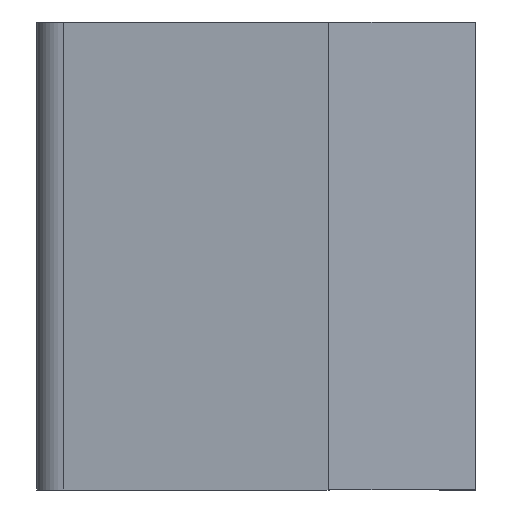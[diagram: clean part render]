
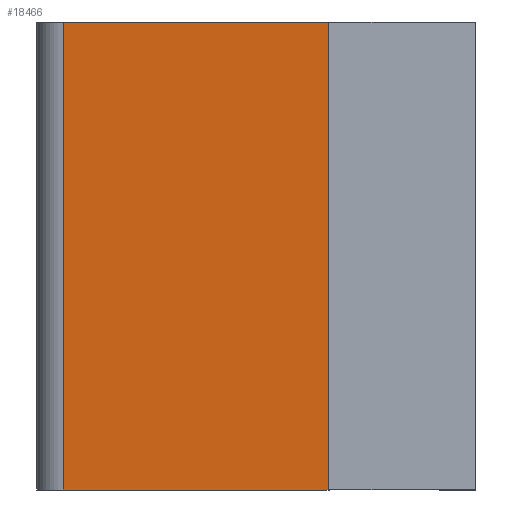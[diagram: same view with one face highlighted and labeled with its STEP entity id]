
A CAD part, left-side view. The second image highlights one B-rep face of the part: STEP entity #18466.
In plain terms, the highlighted planar face has unit normal (-0.995, 0.1, 0).
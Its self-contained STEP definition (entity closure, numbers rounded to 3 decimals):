
#72 = VECTOR ( 'NONE', #12680, 1000. ) ;
#223 = VECTOR ( 'NONE', #15678, 1000. ) ;
#232 = CARTESIAN_POINT ( 'NONE',  ( -0.6, 0.125, -0.4 ) ) ;
#459 = VERTEX_POINT ( 'NONE', #7876 ) ;
#585 = VERTEX_POINT ( 'NONE', #10607 ) ;
#648 = CARTESIAN_POINT ( 'NONE',  ( -0.555, 0.58, 0.4 ) ) ;
#953 = LINE ( 'NONE', #12623, #223 ) ;
#2085 = PLANE ( 'NONE',  #11078 ) ;
#2238 = ORIENTED_EDGE ( 'NONE', *, *, #15693, .F. ) ;
#2689 = VERTEX_POINT ( 'NONE', #15737 ) ;
#2723 = EDGE_CURVE ( 'NONE', #459, #585, #2725, .T. ) ;
#2725 = LINE ( 'NONE', #8568, #72 ) ;
#3437 = FACE_OUTER_BOUND ( 'NONE', #13114, .T. ) ;
#5184 = LINE ( 'NONE', #648, #6834 ) ;
#6533 = DIRECTION ( 'NONE',  ( 0.995, -0.1, 0. ) ) ;
#6834 = VECTOR ( 'NONE', #17950, 1000. ) ;
#7852 = EDGE_CURVE ( 'NONE', #16221, #2689, #953, .T. ) ;
#7876 = CARTESIAN_POINT ( 'NONE',  ( -0.555, 0.58, -0.4 ) ) ;
#7928 = ORIENTED_EDGE ( 'NONE', *, *, #15909, .T. ) ;
#8568 = CARTESIAN_POINT ( 'NONE',  ( -0.555, 0.58, 0.4 ) ) ;
#8772 = ORIENTED_EDGE ( 'NONE', *, *, #7852, .T. ) ;
#9198 = DIRECTION ( 'NONE',  ( 0.1, 0.995, 0. ) ) ;
#9586 = VECTOR ( 'NONE', #11900, 1000. ) ;
#10607 = CARTESIAN_POINT ( 'NONE',  ( -0.555, 0.58, 0.4 ) ) ;
#11078 = AXIS2_PLACEMENT_3D ( 'NONE', #18248, #6533, #9198 ) ;
#11524 = LINE ( 'NONE', #16038, #9586 ) ;
#11900 = DIRECTION ( 'NONE',  ( -0.1, -0.995, 0. ) ) ;
#12623 = CARTESIAN_POINT ( 'NONE',  ( -0.6, 0.125, 0.4 ) ) ;
#12680 = DIRECTION ( 'NONE',  ( 0., 0., 1. ) ) ;
#13114 = EDGE_LOOP ( 'NONE', ( #14811, #7928, #8772, #2238 ) ) ;
#14811 = ORIENTED_EDGE ( 'NONE', *, *, #2723, .F. ) ;
#15678 = DIRECTION ( 'NONE',  ( 0., 0., 1. ) ) ;
#15693 = EDGE_CURVE ( 'NONE', #585, #2689, #5184, .T. ) ;
#15737 = CARTESIAN_POINT ( 'NONE',  ( -0.6, 0.125, 0.4 ) ) ;
#15909 = EDGE_CURVE ( 'NONE', #459, #16221, #11524, .T. ) ;
#16038 = CARTESIAN_POINT ( 'NONE',  ( -0.555, 0.58, -0.4 ) ) ;
#16221 = VERTEX_POINT ( 'NONE', #232 ) ;
#17950 = DIRECTION ( 'NONE',  ( -0.1, -0.995, 0. ) ) ;
#18248 = CARTESIAN_POINT ( 'NONE',  ( -0.732, -1.193, 0.4 ) ) ;
#18466 = ADVANCED_FACE ( 'NONE', ( #3437 ), #2085, .F. ) ;
